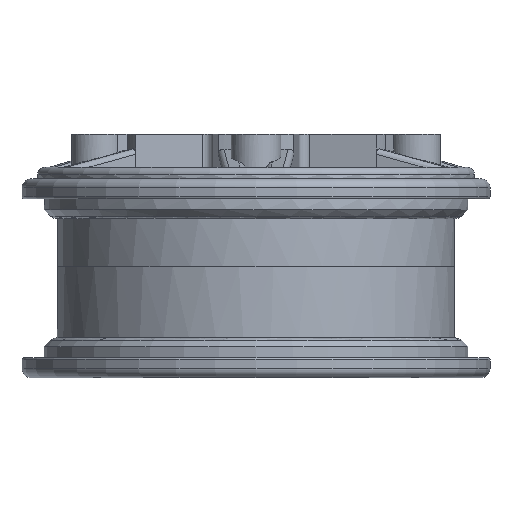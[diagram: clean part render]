
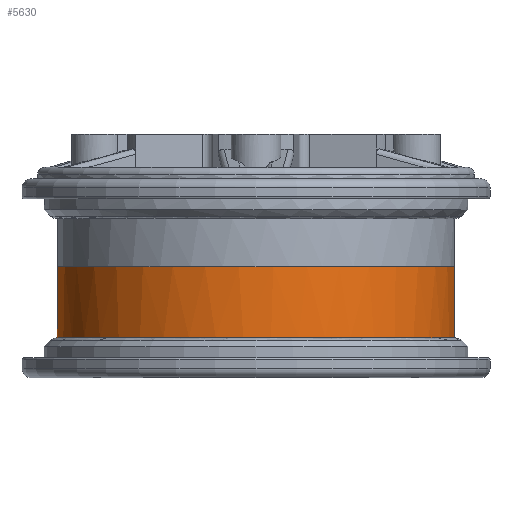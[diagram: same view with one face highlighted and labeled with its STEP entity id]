
A CAD part, left-side view. The second image highlights one B-rep face of the part: STEP entity #5630.
In plain terms, the highlighted cylindrical face has radius 45 mm (diameter 90 mm), a full revolution.
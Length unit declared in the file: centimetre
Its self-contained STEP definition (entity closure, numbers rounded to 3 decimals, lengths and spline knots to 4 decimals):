
#123=LINE($,#9093,#465);
#129=LINE($,#9148,#471);
#465=VECTOR($,#7061,0.6);
#471=VECTOR($,#7071,0.6);
#766=B_SPLINE_CURVE_WITH_KNOTS($,3,(#9100,#9101,#9102,#9103,#9104,#9105,
#9106,#9107,#9108,#9109),.UNSPECIFIED.,.F.,.F.,(4,2,2,2,4),(1.5081,
1.6966,1.8851,2.0736,2.2621),
 .UNSPECIFIED.);
#767=B_SPLINE_CURVE_WITH_KNOTS($,3,(#9110,#9111,#9112,#9113,#9114,#9115,
#9116,#9117,#9118,#9119),.UNSPECIFIED.,.F.,.F.,(4,2,2,2,4),(0.754,
0.9426,1.1311,1.3196,1.5081),
 .UNSPECIFIED.);
#872=CYLINDRICAL_SURFACE($,#6091,4.5);
#1154=FACE_BOUND($,#1673,.T.);
#1308=FACE_OUTER_BOUND($,#1672,.T.);
#1672=EDGE_LOOP($,(#4178,#4179,#4180,#4181,#4182));
#1673=EDGE_LOOP($,(#4183));
#2074=CIRCLE($,#6069,4.5);
#2096=CIRCLE($,#6092,4.5);
#2483=VERTEX_POINT($,#9089);
#2485=VERTEX_POINT($,#9092);
#2487=VERTEX_POINT($,#9098);
#2488=VERTEX_POINT($,#9099);
#2492=VERTEX_POINT($,#9146);
#2524=VERTEX_POINT($,#9215);
#3117=EDGE_CURVE($,#2485,#2483,#123,.T.);
#3120=EDGE_CURVE($,#2487,#2488,#766,.T.);
#3121=EDGE_CURVE($,#2488,#2483,#767,.T.);
#3127=EDGE_CURVE($,#2487,#2492,#129,.T.);
#3129=EDGE_CURVE($,#2485,#2492,#2074,.T.);
#3161=EDGE_CURVE($,#2524,#2524,#2096,.T.);
#4178=ORIENTED_EDGE($,*,*,#3127,.T.);
#4179=ORIENTED_EDGE($,*,*,#3129,.F.);
#4180=ORIENTED_EDGE($,*,*,#3117,.T.);
#4181=ORIENTED_EDGE($,*,*,#3121,.F.);
#4182=ORIENTED_EDGE($,*,*,#3120,.F.);
#4183=ORIENTED_EDGE($,*,*,#3161,.T.);
#5630=ADVANCED_FACE($,(#1308,#1154),#872,.T.);
#6069=AXIS2_PLACEMENT_3D($,#9152,#7076,#7077);
#6091=AXIS2_PLACEMENT_3D($,#9214,#7130,#7131);
#6092=AXIS2_PLACEMENT_3D($,#9216,#7132,#7133);
#7061=DIRECTION($,(0.,0.,-1.));
#7071=DIRECTION($,(0.,0.,1.));
#7076=DIRECTION('center_axis',(0.,0.,1.));
#7077=DIRECTION('ref_axis',(1.,0.,0.));
#7130=DIRECTION('center_axis',(0.,0.,-1.));
#7131=DIRECTION('ref_axis',(1.,0.,0.));
#7132=DIRECTION('center_axis',(0.,0.,1.));
#7133=DIRECTION('ref_axis',(1.,0.,0.));
#9089=CARTESIAN_POINT('',(4.4721,0.5,-2.6));
#9092=CARTESIAN_POINT('',(4.4721,0.5,-2.));
#9093=CARTESIAN_POINT($,(4.4721,0.5,-0.0106));
#9098=CARTESIAN_POINT('',(4.4721,-0.5,-2.6));
#9099=CARTESIAN_POINT('',(4.5,0.,-3.1));
#9100=CARTESIAN_POINT('Ctrl Pts',(4.4721,-0.5,-2.6));
#9101=CARTESIAN_POINT('Ctrl Pts',(4.4721,-0.5,-2.6628));
#9102=CARTESIAN_POINT('Ctrl Pts',(4.4736,-0.4874,-2.7298));
#9103=CARTESIAN_POINT('Ctrl Pts',(4.4789,-0.4364,-2.853));
#9104=CARTESIAN_POINT('Ctrl Pts',(4.4826,-0.3979,-2.9092));
#9105=CARTESIAN_POINT('Ctrl Pts',(4.4896,-0.3092,-2.9979));
#9106=CARTESIAN_POINT('Ctrl Pts',(4.4933,-0.253,-3.0364));
#9107=CARTESIAN_POINT('Ctrl Pts',(4.4985,-0.1298,-3.0874));
#9108=CARTESIAN_POINT('Ctrl Pts',(4.5,-0.0628,-3.1));
#9109=CARTESIAN_POINT('Ctrl Pts',(4.5,0.,-3.1));
#9110=CARTESIAN_POINT('Ctrl Pts',(4.5,0.,-3.1));
#9111=CARTESIAN_POINT('Ctrl Pts',(4.5,0.0628,-3.1));
#9112=CARTESIAN_POINT('Ctrl Pts',(4.4985,0.1298,-3.0874));
#9113=CARTESIAN_POINT('Ctrl Pts',(4.4933,0.253,-3.0364));
#9114=CARTESIAN_POINT('Ctrl Pts',(4.4896,0.3092,-2.9979));
#9115=CARTESIAN_POINT('Ctrl Pts',(4.4826,0.3979,-2.9092));
#9116=CARTESIAN_POINT('Ctrl Pts',(4.4789,0.4364,-2.853));
#9117=CARTESIAN_POINT('Ctrl Pts',(4.4736,0.4874,-2.7298));
#9118=CARTESIAN_POINT('Ctrl Pts',(4.4721,0.5,-2.6628));
#9119=CARTESIAN_POINT('Ctrl Pts',(4.4721,0.5,-2.6));
#9146=CARTESIAN_POINT('',(4.4721,-0.5,-2.));
#9148=CARTESIAN_POINT($,(4.4721,-0.5,-0.0106));
#9152=CARTESIAN_POINT('Origin',(0.,0.,-2.));
#9214=CARTESIAN_POINT('Origin',(0.,0.,-0.0106));
#9215=CARTESIAN_POINT('',(3.0444,-3.3139,-3.6106));
#9216=CARTESIAN_POINT('Origin',(0.,0.,-3.6106));
